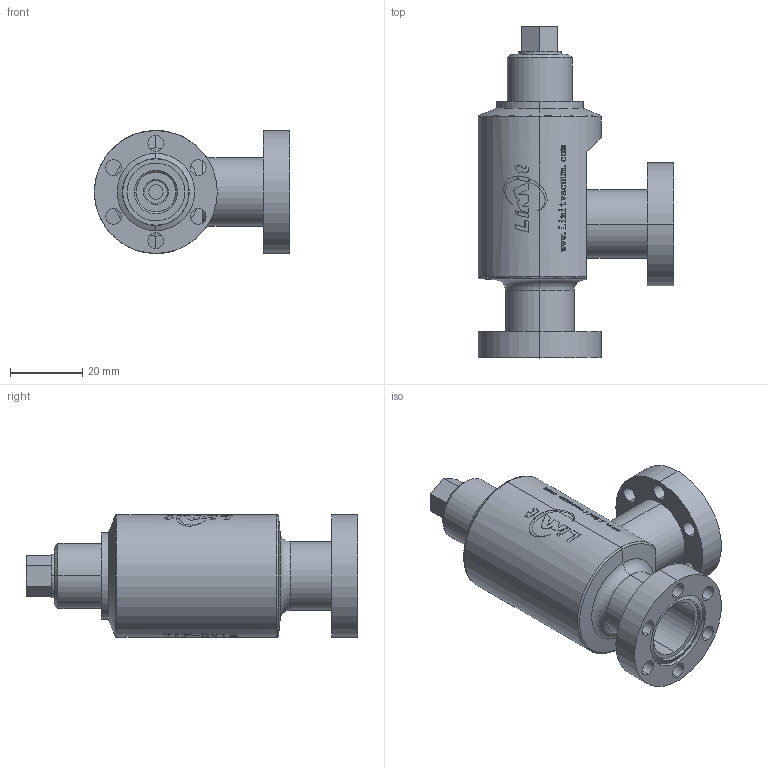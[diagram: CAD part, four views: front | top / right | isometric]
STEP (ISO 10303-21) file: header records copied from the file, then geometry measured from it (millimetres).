
FILE_DESCRIPTION (( 'STEP AP214' ), '1' );
FILE_NAME ('TiF-DN16.STEP', '2024-05-08T05:19:27', ( '' ), ( '' ), 'SwSTEP 2.0', 'SolidWorks 2020', '' );
FILE_SCHEMA (( 'AUTOMOTIVE_DESIGN' ));
Length unit declared in the file: millimetre
Products named in the file (1): TiF-DN16
Bounding box: 54 x 91.8 x 34 mm (x, y, z)
Volume: 43164.2 mm3; surface area: 24547.6 mm2
Topology: 6 solids, 6 shells, 832 faces, 2228 edges, 1473 vertices
Faces by surface type: bspline 339, plane 331, cylinder 136, cone 24, torus 2
Entity records: 65678 total; most frequent: CARTESIAN_POINT 44417, ORIENTED_EDGE 4456, DIRECTION 2549, EDGE_CURVE 2228, VERTEX_POINT 1473, B_SPLINE_CURVE_WITH_KNOTS 1130, AXIS2_PLACEMENT_3D 958, EDGE_LOOP 933
